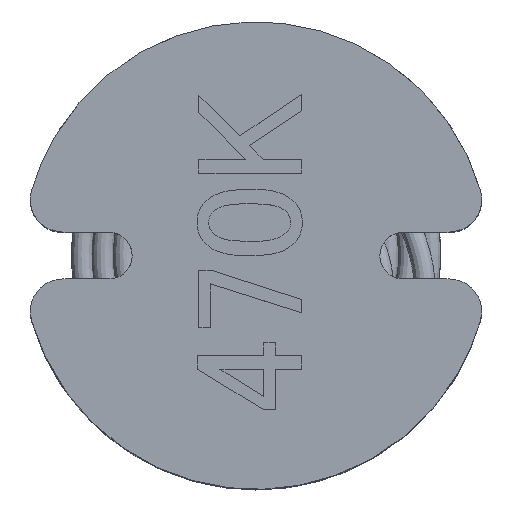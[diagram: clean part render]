
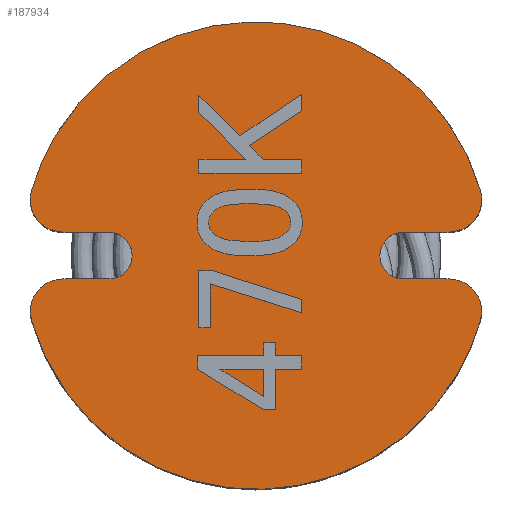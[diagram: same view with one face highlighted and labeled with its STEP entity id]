
A CAD part, top view. The second image highlights one B-rep face of the part: STEP entity #187934.
In plain terms, the highlighted free-form (B-spline) face has degree [1, 1] with [2, 2] control points.
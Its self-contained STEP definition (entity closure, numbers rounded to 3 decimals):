
#187506=CARTESIAN_POINT('',(-3.15,0.5,0.));
#187507=VERTEX_POINT('',#187506);
#187525=CARTESIAN_POINT('',(-3.15,-0.5,0.));
#187526=VERTEX_POINT('',#187525);
#187532=CARTESIAN_POINT('',(-3.15,-0.5,0.));
#187533=CARTESIAN_POINT('',(-2.65,-0.5,0.));
#187534=CARTESIAN_POINT('',(-2.65,0.,0.));
#187535=CARTESIAN_POINT('',(-2.65,0.5,0.));
#187536=CARTESIAN_POINT('',(-3.15,0.5,0.));
#187537=(BOUNDED_CURVE()B_SPLINE_CURVE(2,(#187532,#187533,#187534,#187535,#187536),.CIRCULAR_ARC.,.F.,.U.)B_SPLINE_CURVE_WITH_KNOTS((3,2,3),(0.,0.5,1.),.UNSPECIFIED.)CURVE()GEOMETRIC_REPRESENTATION_ITEM()RATIONAL_B_SPLINE_CURVE((1.,0.707,1.,0.707,1.))REPRESENTATION_ITEM(''));
#187538=EDGE_CURVE('',#187526,#187507,#187537,.T.);
#187554=CARTESIAN_POINT('',(3.15,0.5,0.));
#187555=VERTEX_POINT('',#187554);
#187563=CARTESIAN_POINT('',(3.15,-0.5,0.));
#187564=VERTEX_POINT('',#187563);
#187565=CARTESIAN_POINT('',(3.15,0.5,0.));
#187566=CARTESIAN_POINT('',(2.65,0.5,0.));
#187567=CARTESIAN_POINT('',(2.65,0.,0.));
#187568=CARTESIAN_POINT('',(2.65,-0.5,0.));
#187569=CARTESIAN_POINT('',(3.15,-0.5,0.));
#187570=(BOUNDED_CURVE()B_SPLINE_CURVE(2,(#187565,#187566,#187567,#187568,#187569),.CIRCULAR_ARC.,.F.,.U.)B_SPLINE_CURVE_WITH_KNOTS((3,2,3),(0.,0.5,1.),.UNSPECIFIED.)CURVE()GEOMETRIC_REPRESENTATION_ITEM()RATIONAL_B_SPLINE_CURVE((1.,0.707,1.,0.707,1.))REPRESENTATION_ITEM(''));
#187571=EDGE_CURVE('',#187555,#187564,#187570,.T.);
#187796=CARTESIAN_POINT('',(-4.801,1.395,0.));
#187797=VERTEX_POINT('',#187796);
#187804=CARTESIAN_POINT('',(4.801,1.395,0.));
#187805=VERTEX_POINT('',#187804);
#187811=CARTESIAN_POINT('',(4.801,1.395,0.));
#187812=CARTESIAN_POINT('',(3.754,5.,0.));
#187813=CARTESIAN_POINT('',(0.,5.,0.));
#187814=CARTESIAN_POINT('',(-3.754,5.,0.));
#187815=CARTESIAN_POINT('',(-4.801,1.395,0.));
#187816=(BOUNDED_CURVE()B_SPLINE_CURVE(2,(#187811,#187812,#187813,#187814,#187815),.CIRCULAR_ARC.,.F.,.U.)B_SPLINE_CURVE_WITH_KNOTS((3,2,3),(0.048,0.25,0.452),.UNSPECIFIED.)CURVE()GEOMETRIC_REPRESENTATION_ITEM()RATIONAL_B_SPLINE_CURVE((0.91,0.763,1.,0.763,0.91))REPRESENTATION_ITEM(''));
#187817=EDGE_CURVE('',#187805,#187797,#187816,.T.);
#187841=CARTESIAN_POINT('',(-4.801,-1.395,0.));
#187842=VERTEX_POINT('',#187841);
#187848=CARTESIAN_POINT('',(4.801,-1.395,0.));
#187849=VERTEX_POINT('',#187848);
#187850=CARTESIAN_POINT('',(-4.801,-1.395,0.));
#187851=CARTESIAN_POINT('',(-3.754,-5.,0.));
#187852=CARTESIAN_POINT('',(0.,-5.,0.));
#187853=CARTESIAN_POINT('',(3.754,-5.,0.));
#187854=CARTESIAN_POINT('',(4.801,-1.395,0.));
#187855=(BOUNDED_CURVE()B_SPLINE_CURVE(2,(#187850,#187851,#187852,#187853,#187854),.CIRCULAR_ARC.,.F.,.U.)B_SPLINE_CURVE_WITH_KNOTS((3,2,3),(0.548,0.75,0.952),.UNSPECIFIED.)CURVE()GEOMETRIC_REPRESENTATION_ITEM()RATIONAL_B_SPLINE_CURVE((0.91,0.763,1.,0.763,0.91))REPRESENTATION_ITEM(''));
#187856=EDGE_CURVE('',#187842,#187849,#187855,.T.);
#187867=CARTESIAN_POINT('',(-15.,15.,0.));
#187868=CARTESIAN_POINT('',(-15.,-15.,0.));
#187869=CARTESIAN_POINT('',(15.,15.,0.));
#187870=CARTESIAN_POINT('',(15.,-15.,0.));
#187871=B_SPLINE_SURFACE_WITH_KNOTS('',1,1,((#187867,#187868),(#187869,#187870)),.PLANE_SURF.,.F.,.F.,.U.,(2,2),(2,2),(-1.,2.),(-1.,2.),.UNSPECIFIED.);
#187872=CARTESIAN_POINT('',(-4.129,-0.5,0.));
#187873=VERTEX_POINT('',#187872);
#187874=CARTESIAN_POINT('',(-4.129,-0.5,0.));
#187875=CARTESIAN_POINT('',(-4.479,-0.5,0.));
#187876=CARTESIAN_POINT('',(-4.899,-1.059,0.));
#187877=CARTESIAN_POINT('',(-4.801,-1.395,0.));
#187878=(BOUNDED_CURVE()B_SPLINE_CURVE(2,(#187874,#187875,#187876,#187877),.UNSPECIFIED.,.F.,.U.)B_SPLINE_CURVE_WITH_KNOTS((3,1,3),(0.,0.5,1.),.UNSPECIFIED.)CURVE()GEOMETRIC_REPRESENTATION_ITEM()RATIONAL_B_SPLINE_CURVE((1.,0.8,0.8,1.))REPRESENTATION_ITEM(''));
#187879=EDGE_CURVE('',#187873,#187842,#187878,.T.);
#187880=ORIENTED_EDGE('',*,*,#187879,.F.);
#187881=CARTESIAN_POINT('',(-4.129,-0.5,0.));
#187882=CARTESIAN_POINT('',(-3.15,-0.5,0.));
#187883=B_SPLINE_CURVE_WITH_KNOTS('',1,(#187881,#187882),.POLYLINE_FORM.,.F.,.U.,(2,2),(0.56,0.599),.UNSPECIFIED.);
#187884=EDGE_CURVE('',#187873,#187526,#187883,.T.);
#187885=ORIENTED_EDGE('',*,*,#187884,.T.);
#187886=ORIENTED_EDGE('',*,*,#187538,.T.);
#187887=CARTESIAN_POINT('',(-4.129,0.5,0.));
#187888=VERTEX_POINT('',#187887);
#187889=CARTESIAN_POINT('',(-3.15,0.5,0.));
#187890=CARTESIAN_POINT('',(-4.129,0.5,0.));
#187891=B_SPLINE_CURVE_WITH_KNOTS('',1,(#187889,#187890),.POLYLINE_FORM.,.F.,.U.,(2,2),(0.401,0.44),.UNSPECIFIED.);
#187892=EDGE_CURVE('',#187507,#187888,#187891,.T.);
#187893=ORIENTED_EDGE('',*,*,#187892,.T.);
#187894=CARTESIAN_POINT('',(-4.129,0.5,0.));
#187895=CARTESIAN_POINT('',(-4.479,0.5,0.));
#187896=CARTESIAN_POINT('',(-4.899,1.059,0.));
#187897=CARTESIAN_POINT('',(-4.801,1.395,0.));
#187898=(BOUNDED_CURVE()B_SPLINE_CURVE(2,(#187894,#187895,#187896,#187897),.UNSPECIFIED.,.F.,.U.)B_SPLINE_CURVE_WITH_KNOTS((3,1,3),(0.,0.5,1.),.UNSPECIFIED.)CURVE()GEOMETRIC_REPRESENTATION_ITEM()RATIONAL_B_SPLINE_CURVE((1.,0.8,0.8,1.))REPRESENTATION_ITEM(''));
#187899=EDGE_CURVE('',#187888,#187797,#187898,.T.);
#187900=ORIENTED_EDGE('',*,*,#187899,.T.);
#187901=ORIENTED_EDGE('',*,*,#187817,.F.);
#187902=CARTESIAN_POINT('',(4.129,0.5,0.));
#187903=VERTEX_POINT('',#187902);
#187904=CARTESIAN_POINT('',(4.129,0.5,0.));
#187905=CARTESIAN_POINT('',(4.479,0.5,0.));
#187906=CARTESIAN_POINT('',(4.899,1.059,0.));
#187907=CARTESIAN_POINT('',(4.801,1.395,0.));
#187908=(BOUNDED_CURVE()B_SPLINE_CURVE(2,(#187904,#187905,#187906,#187907),.UNSPECIFIED.,.F.,.U.)B_SPLINE_CURVE_WITH_KNOTS((3,1,3),(0.,0.5,1.),.UNSPECIFIED.)CURVE()GEOMETRIC_REPRESENTATION_ITEM()RATIONAL_B_SPLINE_CURVE((1.,0.8,0.8,1.))REPRESENTATION_ITEM(''));
#187909=EDGE_CURVE('',#187903,#187805,#187908,.T.);
#187910=ORIENTED_EDGE('',*,*,#187909,.F.);
#187911=CARTESIAN_POINT('',(4.129,0.5,0.));
#187912=CARTESIAN_POINT('',(3.15,0.5,0.));
#187913=B_SPLINE_CURVE_WITH_KNOTS('',1,(#187911,#187912),.POLYLINE_FORM.,.F.,.U.,(2,2),(0.761,0.8),.UNSPECIFIED.);
#187914=EDGE_CURVE('',#187903,#187555,#187913,.T.);
#187915=ORIENTED_EDGE('',*,*,#187914,.T.);
#187916=ORIENTED_EDGE('',*,*,#187571,.T.);
#187917=CARTESIAN_POINT('',(4.129,-0.5,0.));
#187918=VERTEX_POINT('',#187917);
#187919=CARTESIAN_POINT('',(3.15,-0.5,0.));
#187920=CARTESIAN_POINT('',(4.129,-0.5,0.));
#187921=B_SPLINE_CURVE_WITH_KNOTS('',1,(#187919,#187920),.POLYLINE_FORM.,.F.,.U.,(2,2),(0.2,0.239),.UNSPECIFIED.);
#187922=EDGE_CURVE('',#187564,#187918,#187921,.T.);
#187923=ORIENTED_EDGE('',*,*,#187922,.T.);
#187924=CARTESIAN_POINT('',(4.129,-0.5,0.));
#187925=CARTESIAN_POINT('',(4.479,-0.5,0.));
#187926=CARTESIAN_POINT('',(4.899,-1.059,0.));
#187927=CARTESIAN_POINT('',(4.801,-1.395,0.));
#187928=(BOUNDED_CURVE()B_SPLINE_CURVE(2,(#187924,#187925,#187926,#187927),.UNSPECIFIED.,.F.,.U.)B_SPLINE_CURVE_WITH_KNOTS((3,1,3),(0.,0.5,1.),.UNSPECIFIED.)CURVE()GEOMETRIC_REPRESENTATION_ITEM()RATIONAL_B_SPLINE_CURVE((1.,0.8,0.8,1.))REPRESENTATION_ITEM(''));
#187929=EDGE_CURVE('',#187918,#187849,#187928,.T.);
#187930=ORIENTED_EDGE('',*,*,#187929,.T.);
#187931=ORIENTED_EDGE('',*,*,#187856,.F.);
#187932=EDGE_LOOP('',(#187880,#187885,#187886,#187893,#187900,#187901,#187910,#187915,#187916,#187923,#187930,#187931));
#187933=FACE_OUTER_BOUND('',#187932,.F.);
#187934=ADVANCED_FACE('',(#187933),#187871,.F.);
